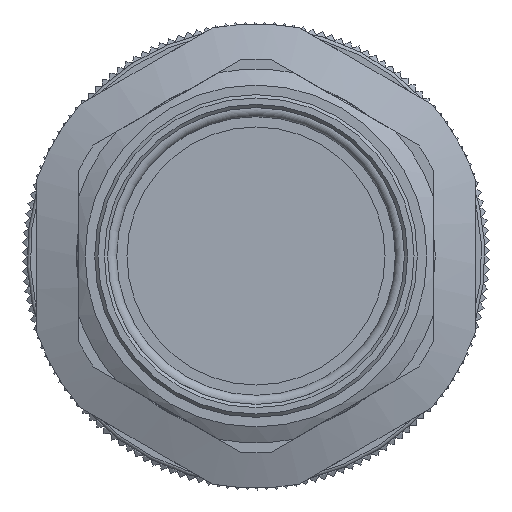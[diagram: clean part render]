
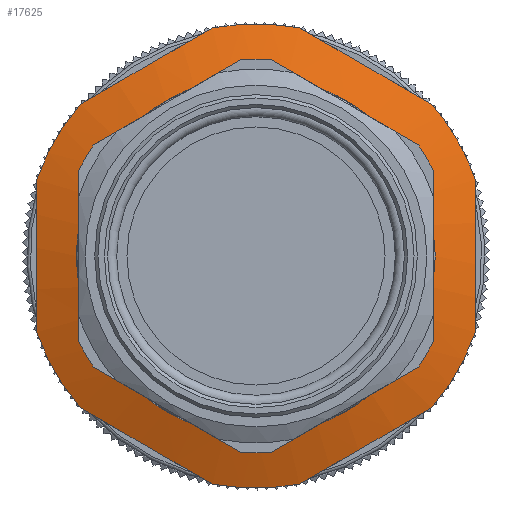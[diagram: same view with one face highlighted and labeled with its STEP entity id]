
A CAD part, left-side view. The second image highlights one B-rep face of the part: STEP entity #17625.
In plain terms, the highlighted conical face has half-angle 70 degrees and reference radius 31.9 mm.
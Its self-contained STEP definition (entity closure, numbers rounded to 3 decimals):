
#1635=(
BOUNDED_CURVE()
B_SPLINE_CURVE(2,(#37709,#37710,#37711),.UNSPECIFIED.,.F.,.F.)
B_SPLINE_CURVE_WITH_KNOTS((3,3),(0.,2.371),.UNSPECIFIED.)
CURVE()
GEOMETRIC_REPRESENTATION_ITEM()
RATIONAL_B_SPLINE_CURVE((1.,1.059,1.))
REPRESENTATION_ITEM('')
);
#1637=(
BOUNDED_CURVE()
B_SPLINE_CURVE(2,(#37722,#37723,#37724),.UNSPECIFIED.,.F.,.F.)
B_SPLINE_CURVE_WITH_KNOTS((3,3),(0.,2.371),.UNSPECIFIED.)
CURVE()
GEOMETRIC_REPRESENTATION_ITEM()
RATIONAL_B_SPLINE_CURVE((1.,1.059,1.))
REPRESENTATION_ITEM('')
);
#1639=(
BOUNDED_CURVE()
B_SPLINE_CURVE(2,(#37735,#37736,#37737),.UNSPECIFIED.,.F.,.F.)
B_SPLINE_CURVE_WITH_KNOTS((3,3),(0.,2.371),.UNSPECIFIED.)
CURVE()
GEOMETRIC_REPRESENTATION_ITEM()
RATIONAL_B_SPLINE_CURVE((1.,1.059,1.))
REPRESENTATION_ITEM('')
);
#1641=(
BOUNDED_CURVE()
B_SPLINE_CURVE(2,(#37748,#37749,#37750),.UNSPECIFIED.,.F.,.F.)
B_SPLINE_CURVE_WITH_KNOTS((3,3),(0.,2.371),.UNSPECIFIED.)
CURVE()
GEOMETRIC_REPRESENTATION_ITEM()
RATIONAL_B_SPLINE_CURVE((1.,1.059,1.))
REPRESENTATION_ITEM('')
);
#1643=(
BOUNDED_CURVE()
B_SPLINE_CURVE(2,(#37761,#37762,#37763),.UNSPECIFIED.,.F.,.F.)
B_SPLINE_CURVE_WITH_KNOTS((3,3),(0.,2.371),.UNSPECIFIED.)
CURVE()
GEOMETRIC_REPRESENTATION_ITEM()
RATIONAL_B_SPLINE_CURVE((1.,1.059,1.))
REPRESENTATION_ITEM('')
);
#1645=(
BOUNDED_CURVE()
B_SPLINE_CURVE(2,(#37774,#37775,#37776),.UNSPECIFIED.,.F.,.F.)
B_SPLINE_CURVE_WITH_KNOTS((3,3),(0.,2.371),.UNSPECIFIED.)
CURVE()
GEOMETRIC_REPRESENTATION_ITEM()
RATIONAL_B_SPLINE_CURVE((1.,1.059,1.))
REPRESENTATION_ITEM('')
);
#1682=CONICAL_SURFACE('',#18448,31.9,1.222);
#2593=LINE('',#37812,#3542);
#3542=VECTOR('',#20974,31.9);
#5543=FACE_OUTER_BOUND('',#6530,.T.);
#6530=EDGE_LOOP('',(#15958,#15959,#15960,#15961,#15962,#15963,#15964,#15965,
#15966,#15967,#15968,#15969,#15970,#15971,#15972,#15973,#15974));
#6794=CIRCLE('',#18399,27.8);
#6795=CIRCLE('',#18400,27.8);
#6807=CIRCLE('',#18438,36.);
#6808=CIRCLE('',#18439,36.);
#6809=CIRCLE('',#18441,36.);
#6810=CIRCLE('',#18443,36.);
#6811=CIRCLE('',#18445,36.);
#6812=CIRCLE('',#18447,36.);
#6813=CIRCLE('',#18449,36.);
#8469=VERTEX_POINT('',#37679);
#8470=VERTEX_POINT('',#37680);
#8473=VERTEX_POINT('',#37707);
#8474=VERTEX_POINT('',#37708);
#8477=VERTEX_POINT('',#37720);
#8478=VERTEX_POINT('',#37721);
#8481=VERTEX_POINT('',#37733);
#8482=VERTEX_POINT('',#37734);
#8485=VERTEX_POINT('',#37746);
#8486=VERTEX_POINT('',#37747);
#8489=VERTEX_POINT('',#37759);
#8490=VERTEX_POINT('',#37760);
#8493=VERTEX_POINT('',#37772);
#8494=VERTEX_POINT('',#37773);
#8500=VERTEX_POINT('',#37799);
#10969=EDGE_CURVE('',#8469,#8470,#6794,.T.);
#10970=EDGE_CURVE('',#8470,#8469,#6795,.T.);
#10974=EDGE_CURVE('',#8473,#8474,#1635,.T.);
#10978=EDGE_CURVE('',#8477,#8478,#1637,.T.);
#10982=EDGE_CURVE('',#8481,#8482,#1639,.T.);
#10986=EDGE_CURVE('',#8485,#8486,#1641,.T.);
#10990=EDGE_CURVE('',#8489,#8490,#1643,.T.);
#10994=EDGE_CURVE('',#8493,#8494,#1645,.T.);
#11008=EDGE_CURVE('',#8473,#8500,#6807,.T.);
#11009=EDGE_CURVE('',#8500,#8494,#6808,.T.);
#11010=EDGE_CURVE('',#8493,#8490,#6809,.T.);
#11011=EDGE_CURVE('',#8489,#8486,#6810,.T.);
#11012=EDGE_CURVE('',#8485,#8482,#6811,.T.);
#11013=EDGE_CURVE('',#8481,#8478,#6812,.T.);
#11014=EDGE_CURVE('',#8477,#8474,#6813,.T.);
#11015=EDGE_CURVE('',#8500,#8470,#2593,.T.);
#15958=ORIENTED_EDGE('',*,*,#10974,.T.);
#15959=ORIENTED_EDGE('',*,*,#11014,.F.);
#15960=ORIENTED_EDGE('',*,*,#10978,.T.);
#15961=ORIENTED_EDGE('',*,*,#11013,.F.);
#15962=ORIENTED_EDGE('',*,*,#10982,.T.);
#15963=ORIENTED_EDGE('',*,*,#11012,.F.);
#15964=ORIENTED_EDGE('',*,*,#10986,.T.);
#15965=ORIENTED_EDGE('',*,*,#11011,.F.);
#15966=ORIENTED_EDGE('',*,*,#10990,.T.);
#15967=ORIENTED_EDGE('',*,*,#11010,.F.);
#15968=ORIENTED_EDGE('',*,*,#10994,.T.);
#15969=ORIENTED_EDGE('',*,*,#11009,.F.);
#15970=ORIENTED_EDGE('',*,*,#11015,.T.);
#15971=ORIENTED_EDGE('',*,*,#10970,.T.);
#15972=ORIENTED_EDGE('',*,*,#10969,.T.);
#15973=ORIENTED_EDGE('',*,*,#11015,.F.);
#15974=ORIENTED_EDGE('',*,*,#11008,.F.);
#17625=ADVANCED_FACE('',(#5543),#1682,.T.);
#18399=AXIS2_PLACEMENT_3D('',#37681,#20858,#20859);
#18400=AXIS2_PLACEMENT_3D('',#37682,#20860,#20861);
#18438=AXIS2_PLACEMENT_3D('',#37800,#20950,#20951);
#18439=AXIS2_PLACEMENT_3D('',#37801,#20952,#20953);
#18441=AXIS2_PLACEMENT_3D('',#37803,#20956,#20957);
#18443=AXIS2_PLACEMENT_3D('',#37805,#20960,#20961);
#18445=AXIS2_PLACEMENT_3D('',#37807,#20964,#20965);
#18447=AXIS2_PLACEMENT_3D('',#37809,#20968,#20969);
#18448=AXIS2_PLACEMENT_3D('',#37810,#20970,#20971);
#18449=AXIS2_PLACEMENT_3D('',#37811,#20972,#20973);
#20858=DIRECTION('center_axis',(1.,0.,0.));
#20859=DIRECTION('ref_axis',(0.,-0.5,-0.866));
#20860=DIRECTION('center_axis',(1.,0.,0.));
#20861=DIRECTION('ref_axis',(0.,-0.5,-0.866));
#20950=DIRECTION('center_axis',(1.,0.,0.));
#20951=DIRECTION('ref_axis',(0.,-0.5,-0.866));
#20952=DIRECTION('center_axis',(1.,0.,0.));
#20953=DIRECTION('ref_axis',(0.,-0.5,-0.866));
#20956=DIRECTION('center_axis',(1.,0.,0.));
#20957=DIRECTION('ref_axis',(0.,-0.5,-0.866));
#20960=DIRECTION('center_axis',(1.,0.,0.));
#20961=DIRECTION('ref_axis',(0.,-0.5,-0.866));
#20964=DIRECTION('center_axis',(1.,0.,0.));
#20965=DIRECTION('ref_axis',(0.,-0.5,-0.866));
#20968=DIRECTION('center_axis',(1.,0.,0.));
#20969=DIRECTION('ref_axis',(0.,-0.5,-0.866));
#20970=DIRECTION('center_axis',(1.,0.,0.));
#20971=DIRECTION('ref_axis',(0.,0.866,-0.5));
#20972=DIRECTION('center_axis',(1.,0.,0.));
#20973=DIRECTION('ref_axis',(0.,-0.5,-0.866));
#20974=DIRECTION('',(-0.342,0.814,-0.47));
#37679=CARTESIAN_POINT('',(33.194,24.428,-13.9));
#37680=CARTESIAN_POINT('',(33.194,-23.723,13.9));
#37681=CARTESIAN_POINT('Origin',(33.194,0.352,0.));
#37682=CARTESIAN_POINT('Origin',(33.194,0.352,0.));
#37707=CARTESIAN_POINT('',(36.179,-26.895,23.529));
#37708=CARTESIAN_POINT('',(36.179,-6.401,35.361));
#37709=CARTESIAN_POINT('Ctrl Pts',(36.179,-26.895,23.529));
#37710=CARTESIAN_POINT('Ctrl Pts',(34.763,-16.648,29.445));
#37711=CARTESIAN_POINT('Ctrl Pts',(36.179,-6.401,35.361));
#37720=CARTESIAN_POINT('',(36.179,7.105,35.361));
#37721=CARTESIAN_POINT('',(36.179,27.599,23.529));
#37722=CARTESIAN_POINT('Ctrl Pts',(36.179,7.105,35.361));
#37723=CARTESIAN_POINT('Ctrl Pts',(34.763,17.352,29.445));
#37724=CARTESIAN_POINT('Ctrl Pts',(36.179,27.599,23.529));
#37733=CARTESIAN_POINT('',(36.179,34.352,11.832));
#37734=CARTESIAN_POINT('',(36.179,34.352,-11.832));
#37735=CARTESIAN_POINT('Ctrl Pts',(36.179,34.352,11.832));
#37736=CARTESIAN_POINT('Ctrl Pts',(34.763,34.352,0.));
#37737=CARTESIAN_POINT('Ctrl Pts',(36.179,34.352,-11.832));
#37746=CARTESIAN_POINT('',(36.179,27.599,-23.529));
#37747=CARTESIAN_POINT('',(36.179,7.105,-35.361));
#37748=CARTESIAN_POINT('Ctrl Pts',(36.179,27.599,-23.529));
#37749=CARTESIAN_POINT('Ctrl Pts',(34.763,17.352,-29.445));
#37750=CARTESIAN_POINT('Ctrl Pts',(36.179,7.105,-35.361));
#37759=CARTESIAN_POINT('',(36.179,-6.401,-35.361));
#37760=CARTESIAN_POINT('',(36.179,-26.895,-23.529));
#37761=CARTESIAN_POINT('Ctrl Pts',(36.179,-6.401,-35.361));
#37762=CARTESIAN_POINT('Ctrl Pts',(34.763,-16.648,-29.445));
#37763=CARTESIAN_POINT('Ctrl Pts',(36.179,-26.895,-23.529));
#37772=CARTESIAN_POINT('',(36.179,-33.648,-11.832));
#37773=CARTESIAN_POINT('',(36.179,-33.648,11.832));
#37774=CARTESIAN_POINT('Ctrl Pts',(36.179,-33.648,-11.832));
#37775=CARTESIAN_POINT('Ctrl Pts',(34.763,-33.648,0.));
#37776=CARTESIAN_POINT('Ctrl Pts',(36.179,-33.648,11.832));
#37799=CARTESIAN_POINT('',(36.179,-30.825,18.));
#37800=CARTESIAN_POINT('Origin',(36.179,0.352,0.));
#37801=CARTESIAN_POINT('Origin',(36.179,0.352,0.));
#37803=CARTESIAN_POINT('Origin',(36.179,0.352,0.));
#37805=CARTESIAN_POINT('Origin',(36.179,0.352,0.));
#37807=CARTESIAN_POINT('Origin',(36.179,0.352,0.));
#37809=CARTESIAN_POINT('Origin',(36.179,0.352,0.));
#37810=CARTESIAN_POINT('Origin',(34.687,0.352,0.));
#37811=CARTESIAN_POINT('Origin',(36.179,0.352,0.));
#37812=CARTESIAN_POINT('',(34.687,-27.274,15.95));
